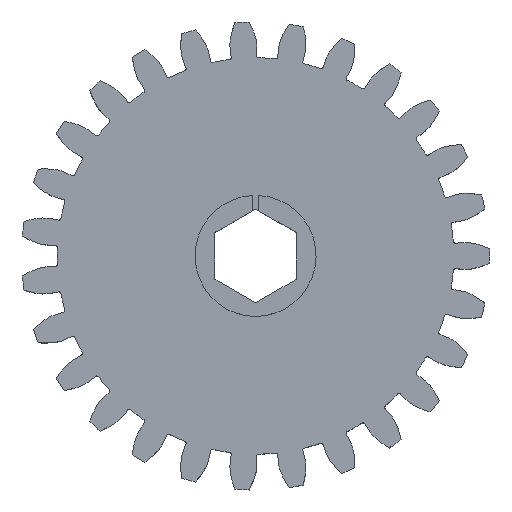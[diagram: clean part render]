
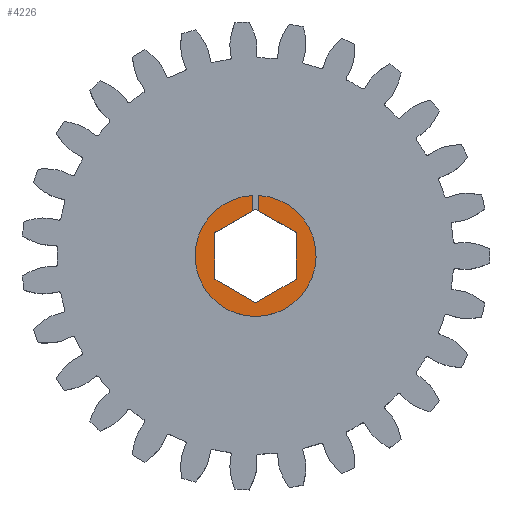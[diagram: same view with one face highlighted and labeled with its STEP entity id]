
A CAD part, top view. The second image highlights one B-rep face of the part: STEP entity #4226.
In plain terms, the highlighted planar face has unit normal (0, 0, 1).
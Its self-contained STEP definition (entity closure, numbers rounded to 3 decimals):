
#184=CIRCLE('',#4469,9.525);
#513=FACE_OUTER_BOUND('',#741,.T.);
#741=EDGE_LOOP('',(#2814,#2815,#2816,#2817,#2818,#2819,#2820,#2821,#2822));
#970=LINE('',#6010,#1322);
#974=LINE('',#6022,#1326);
#976=LINE('',#6026,#1328);
#977=LINE('',#6028,#1329);
#978=LINE('',#6030,#1330);
#979=LINE('',#6032,#1331);
#980=LINE('',#6034,#1332);
#981=LINE('',#6035,#1333);
#1322=VECTOR('',#4867,10.);
#1326=VECTOR('',#4879,10.);
#1328=VECTOR('',#4883,10.);
#1329=VECTOR('',#4884,10.);
#1330=VECTOR('',#4885,10.);
#1331=VECTOR('',#4886,10.);
#1332=VECTOR('',#4887,10.);
#1333=VECTOR('',#4888,10.);
#1674=VERTEX_POINT('',#6007);
#1675=VERTEX_POINT('',#6009);
#1677=VERTEX_POINT('',#6015);
#1679=VERTEX_POINT('',#6021);
#1680=VERTEX_POINT('',#6025);
#1681=VERTEX_POINT('',#6027);
#1682=VERTEX_POINT('',#6029);
#1683=VERTEX_POINT('',#6031);
#1684=VERTEX_POINT('',#6033);
#2126=EDGE_CURVE('',#1675,#1674,#970,.T.);
#2129=EDGE_CURVE('',#1677,#1675,#184,.T.);
#2132=EDGE_CURVE('',#1679,#1677,#974,.T.);
#2134=EDGE_CURVE('',#1674,#1680,#976,.T.);
#2135=EDGE_CURVE('',#1680,#1681,#977,.T.);
#2136=EDGE_CURVE('',#1681,#1682,#978,.T.);
#2137=EDGE_CURVE('',#1682,#1683,#979,.T.);
#2138=EDGE_CURVE('',#1683,#1684,#980,.T.);
#2139=EDGE_CURVE('',#1684,#1679,#981,.T.);
#2814=ORIENTED_EDGE('',*,*,#2134,.T.);
#2815=ORIENTED_EDGE('',*,*,#2135,.T.);
#2816=ORIENTED_EDGE('',*,*,#2136,.T.);
#2817=ORIENTED_EDGE('',*,*,#2137,.T.);
#2818=ORIENTED_EDGE('',*,*,#2138,.T.);
#2819=ORIENTED_EDGE('',*,*,#2139,.T.);
#2820=ORIENTED_EDGE('',*,*,#2132,.T.);
#2821=ORIENTED_EDGE('',*,*,#2129,.T.);
#2822=ORIENTED_EDGE('',*,*,#2126,.T.);
#4160=PLANE('',#4471);
#4226=ADVANCED_FACE('',(#513),#4160,.T.);
#4469=AXIS2_PLACEMENT_3D('',#6016,#4873,#4874);
#4471=AXIS2_PLACEMENT_3D('',#6024,#4881,#4882);
#4867=DIRECTION('',(0.,-1.,0.));
#4873=DIRECTION('center_axis',(0.,0.,1.));
#4874=DIRECTION('ref_axis',(-0.053,0.999,0.));
#4879=DIRECTION('',(0.,1.,0.));
#4881=DIRECTION('center_axis',(0.,0.,1.));
#4882=DIRECTION('ref_axis',(-1.,0.,0.));
#4883=DIRECTION('',(0.866,-0.5,0.));
#4884=DIRECTION('',(0.,-1.,0.));
#4885=DIRECTION('',(-0.866,-0.5,0.));
#4886=DIRECTION('',(-0.866,0.5,0.));
#4887=DIRECTION('',(0.,1.,0.));
#4888=DIRECTION('',(0.866,0.5,0.));
#6007=CARTESIAN_POINT('',(0.508,7.085,11.079));
#6009=CARTESIAN_POINT('',(0.508,9.511,11.079));
#6010=CARTESIAN_POINT('',(0.508,7.085,11.079));
#6015=CARTESIAN_POINT('',(-0.508,9.511,11.079));
#6016=CARTESIAN_POINT('Origin',(0.,0.,11.079));
#6021=CARTESIAN_POINT('',(-0.508,7.085,11.079));
#6022=CARTESIAN_POINT('',(-0.508,7.085,11.079));
#6024=CARTESIAN_POINT('Origin',(0.,-0.007,11.079));
#6025=CARTESIAN_POINT('',(6.39,3.689,11.079));
#6026=CARTESIAN_POINT('',(0.,7.379,11.079));
#6027=CARTESIAN_POINT('',(6.39,-3.689,11.079));
#6028=CARTESIAN_POINT('',(6.39,3.689,11.079));
#6029=CARTESIAN_POINT('',(0.,-7.379,11.079));
#6030=CARTESIAN_POINT('',(6.39,-3.689,11.079));
#6031=CARTESIAN_POINT('',(-6.39,-3.689,11.079));
#6032=CARTESIAN_POINT('',(0.,-7.379,11.079));
#6033=CARTESIAN_POINT('',(-6.39,3.689,11.079));
#6034=CARTESIAN_POINT('',(-6.39,-3.689,11.079));
#6035=CARTESIAN_POINT('',(-6.39,3.689,11.079));
